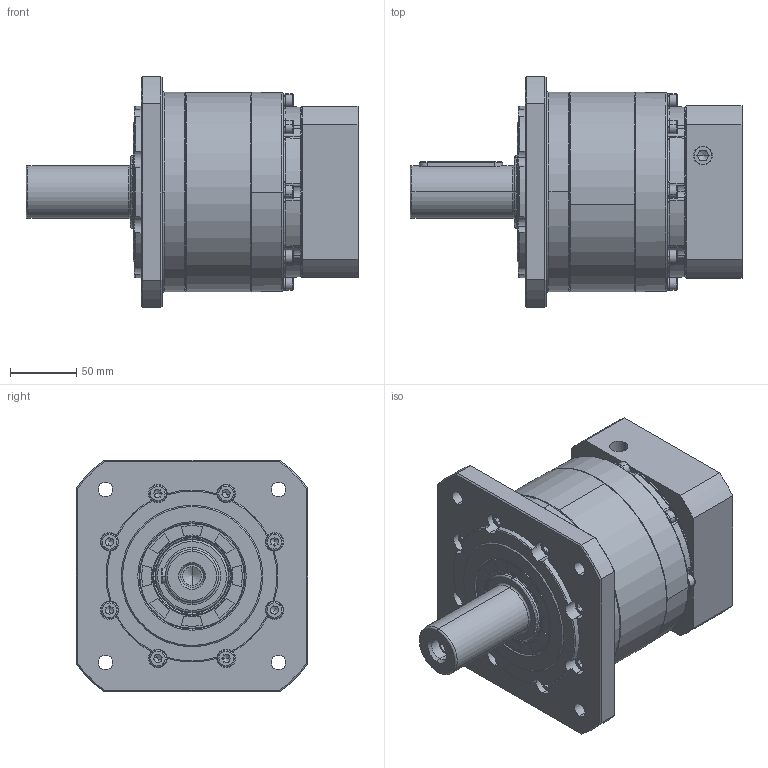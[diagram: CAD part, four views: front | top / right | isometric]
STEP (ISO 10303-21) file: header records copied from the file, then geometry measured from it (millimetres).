
FILE_DESCRIPTION (( 'STEP AP203' ), '1' );
FILE_NAME ('MYG160-L1-¦µ22-¦µ110-¦µ145-M8-72.STEP', '2023-03-30T23:56:02', ( '' ), ( '' ), 'SwSTEP 2.0', 'SolidWorks 2022', '' );
FILE_SCHEMA (( 'CONFIG_CONTROL_DESIGN' ));
Length unit declared in the file: millimetre
Products named in the file (17): MYG160-L1-Φ22-Φ110-Φ145-M8-72; hexagon socket head cap screws gb_GB_FASTENER_SCREWS_HSHCS M10X30-N; MYA142锁紧环28; plain parallel keys_GB_CONNECTING_PIECE_KEYS_CSK 12X63; MYA142输入法兰-110-145-M8; MYB142-_X2_540e7aef4e3b4f53_X0__1; 6210-2RZ_Rolling bearings 6210 GB 276-94_1; MYA142_X2_8f9351fa884c661f67b6_X0_; hexagon socket head cap screws gb_GB_FASTENER_SCREWS_HSHCS M8X12-N; hexagon socket head cap screws gb_GB_FASTENER_SCREWS_HSHCS M8X35-C; 55-80-10_2; MYF160_X2_8f9351fa7aef58f34f53_X0_; MYA142输入太阳轮-28; MYB142_X2_8f9351657aef58f34f53_X0__1; hexagon socket head cap screws gb_GB_FASTENER_SCREWS_HSHCS M6X40-C_1; MYF160_X2_51859f7f5708_X0_; spring lock washers--normal type gb_GB_FASTENER_WASHER_SW 6_1
Assembly tree (42 placements, depth 3):
  MYG160-L1-Φ22-Φ110-Φ145-M8-72
    MYF160_X2_8f9351fa7aef58f34f53_X0_
    MYF160_X2_51859f7f5708_X0_
    MYB142-_X2_540e7aef4e3b4f53_X0__1
      MYB142_X2_8f9351657aef58f34f53_X0__1
      spring lock washers--normal type gb_GB_FASTENER_WASHER_SW 6_1  x8
      hexagon socket head cap screws gb_GB_FASTENER_SCREWS_HSHCS M6X40-C_1  x8
      6210-2RZ_Rolling bearings 6210 GB 276-94_1
    MYA142_X2_8f9351fa884c661f67b6_X0_
    55-80-10_2
    plain parallel keys_GB_CONNECTING_PIECE_KEYS_CSK 12X63
    hexagon socket head cap screws gb_GB_FASTENER_SCREWS_HSHCS M8X35-C  x8
    MYA142输入法兰-110-145-M8
    MYA142锁紧环28
    MYA142输入太阳轮-28
    hexagon socket head cap screws gb_GB_FASTENER_SCREWS_HSHCS M10X30-N
    hexagon socket head cap screws gb_GB_FASTENER_SCREWS_HSHCS M8X12-N  x6
Bounding box: 251 x 175 x 175 mm (x, y, z)
Volume: 2521372.8 mm3; surface area: 420973.6 mm2
Topology: 41 solids, 42 shells, 1615 faces, 4108 edges, 2488 vertices
Faces by surface type: plane 549, cylinder 389, bspline 270, cone 268, torus 139
Entity records: 45905 total; most frequent: CARTESIAN_POINT 18339, ORIENTED_EDGE 5556, DIRECTION 4998, EDGE_CURVE 2778, AXIS2_PLACEMENT_3D 2138, VERTEX_POINT 1763, CIRCLE 1278, EDGE_LOOP 1203
